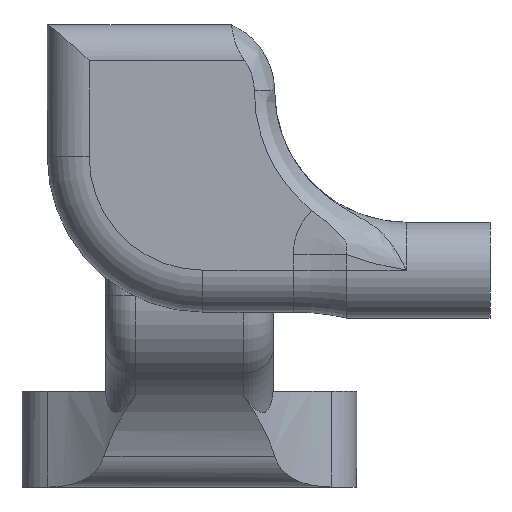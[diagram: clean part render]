
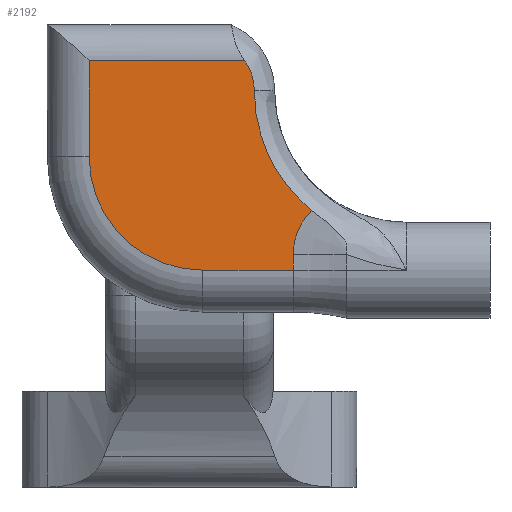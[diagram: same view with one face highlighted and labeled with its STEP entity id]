
A CAD part, left-side view. The second image highlights one B-rep face of the part: STEP entity #2192.
In plain terms, the highlighted planar face has unit normal (-1, 0, 0).
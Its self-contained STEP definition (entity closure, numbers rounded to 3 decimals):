
#110=B_SPLINE_CURVE_WITH_KNOTS('',3,(#4367,#4368,#4369,#4370,#4371),
 .UNSPECIFIED.,.F.,.F.,(4,1,4),(-0.206,-0.104,0.),
 .UNSPECIFIED.);
#111=B_SPLINE_CURVE_WITH_KNOTS('',3,(#4373,#4374,#4375,#4376,#4377,#4378,
#4379,#4380),.UNSPECIFIED.,.F.,.F.,(4,2,2,4),(-0.973,-0.673,
-0.373,-0.233),.UNSPECIFIED.);
#188=PLANE('',#2423);
#285=FACE_OUTER_BOUND('',#428,.T.);
#428=EDGE_LOOP('',(#1807,#1808,#1809,#1810,#1811,#1812,#1813,#1814,#1815));
#542=LINE('',#4341,#642);
#544=LINE('',#4363,#644);
#545=LINE('',#4365,#645);
#546=LINE('',#4382,#646);
#547=LINE('',#4385,#647);
#642=VECTOR('',#2890,10.);
#644=VECTOR('',#2898,10.);
#645=VECTOR('',#2899,10.);
#646=VECTOR('',#2900,10.);
#647=VECTOR('',#2903,10.);
#780=CIRCLE('',#2424,4.75);
#781=CIRCLE('',#2425,2.151);
#968=VERTEX_POINT('',#4324);
#971=VERTEX_POINT('',#4339);
#973=VERTEX_POINT('',#4360);
#974=VERTEX_POINT('',#4362);
#975=VERTEX_POINT('',#4364);
#976=VERTEX_POINT('',#4366);
#977=VERTEX_POINT('',#4372);
#978=VERTEX_POINT('',#4381);
#979=VERTEX_POINT('',#4383);
#1258=EDGE_CURVE('',#968,#971,#542,.T.);
#1261=EDGE_CURVE('',#973,#971,#780,.T.);
#1262=EDGE_CURVE('',#973,#974,#544,.T.);
#1263=EDGE_CURVE('',#975,#974,#545,.T.);
#1264=EDGE_CURVE('',#976,#975,#110,.T.);
#1265=EDGE_CURVE('',#977,#976,#111,.T.);
#1266=EDGE_CURVE('',#978,#977,#546,.T.);
#1267=EDGE_CURVE('',#979,#978,#781,.T.);
#1268=EDGE_CURVE('',#968,#979,#547,.T.);
#1807=ORIENTED_EDGE('',*,*,#1258,.T.);
#1808=ORIENTED_EDGE('',*,*,#1261,.F.);
#1809=ORIENTED_EDGE('',*,*,#1262,.T.);
#1810=ORIENTED_EDGE('',*,*,#1263,.F.);
#1811=ORIENTED_EDGE('',*,*,#1264,.F.);
#1812=ORIENTED_EDGE('',*,*,#1265,.F.);
#1813=ORIENTED_EDGE('',*,*,#1266,.F.);
#1814=ORIENTED_EDGE('',*,*,#1267,.F.);
#1815=ORIENTED_EDGE('',*,*,#1268,.F.);
#2192=ADVANCED_FACE('',(#285),#188,.F.);
#2423=AXIS2_PLACEMENT_3D('',#4359,#2894,#2895);
#2424=AXIS2_PLACEMENT_3D('',#4361,#2896,#2897);
#2425=AXIS2_PLACEMENT_3D('',#4384,#2901,#2902);
#2890=DIRECTION('',(0.,0.,-1.));
#2894=DIRECTION('center_axis',(1.,0.,0.));
#2895=DIRECTION('ref_axis',(0.,0.,1.));
#2896=DIRECTION('center_axis',(1.,0.,0.));
#2897=DIRECTION('ref_axis',(0.,0.,
-1.));
#2898=DIRECTION('',(0.,-1.,0.));
#2899=DIRECTION('',(0.,0.,-1.));
#2900=DIRECTION('',(0.,0.,-1.));
#2901=DIRECTION('center_axis',(1.,0.,0.));
#2902=DIRECTION('ref_axis',(0.,0.,1.));
#2903=DIRECTION('',(0.,-1.,0.));
#4324=CARTESIAN_POINT('',(-10.875,29.187,15.424));
#4339=CARTESIAN_POINT('',(-10.875,29.187,11.424));
#4341=CARTESIAN_POINT('',(-10.875,29.187,11.424));
#4359=CARTESIAN_POINT('Origin',(-10.875,24.437,6.674));
#4360=CARTESIAN_POINT('',(-10.875,24.437,6.674));
#4361=CARTESIAN_POINT('Origin',(-10.875,24.437,11.424));
#4362=CARTESIAN_POINT('',(-10.875,20.659,6.674));
#4363=CARTESIAN_POINT('',(-10.875,24.437,6.674));
#4364=CARTESIAN_POINT('',(-10.875,20.659,7.323));
#4365=CARTESIAN_POINT('',(-10.875,20.659,12.549));
#4366=CARTESIAN_POINT('',(-10.875,19.879,9.18));
#4367=CARTESIAN_POINT('Ctrl Pts',(-10.875,19.878,9.18));
#4368=CARTESIAN_POINT('Ctrl Pts',(-10.875,20.127,8.947));
#4369=CARTESIAN_POINT('Ctrl Pts',(-10.875,20.525,8.363));
#4370=CARTESIAN_POINT('Ctrl Pts',(-10.875,20.659,7.67));
#4371=CARTESIAN_POINT('Ctrl Pts',(-10.875,20.659,7.323));
#4372=CARTESIAN_POINT('',(-10.875,22.286,14.17));
#4373=CARTESIAN_POINT('Ctrl Pts',(-10.875,22.286,14.17));
#4374=CARTESIAN_POINT('Ctrl Pts',(-10.875,22.286,13.405));
#4375=CARTESIAN_POINT('Ctrl Pts',(-10.875,22.147,12.646));
#4376=CARTESIAN_POINT('Ctrl Pts',(-10.875,21.608,11.213));
#4377=CARTESIAN_POINT('Ctrl Pts',(-10.875,21.212,10.551));
#4378=CARTESIAN_POINT('Ctrl Pts',(-10.875,20.473,9.705));
#4379=CARTESIAN_POINT('Ctrl Pts',(-10.875,20.198,9.436));
#4380=CARTESIAN_POINT('Ctrl Pts',(-10.875,19.879,9.18));
#4381=CARTESIAN_POINT('',(-10.875,22.286,14.174));
#4382=CARTESIAN_POINT('',(-10.875,22.286,11.799));
#4383=CARTESIAN_POINT('',(-10.875,22.686,15.424));
#4384=CARTESIAN_POINT('Origin',(-10.875,24.437,14.174));
#4385=CARTESIAN_POINT('',(-10.875,24.437,15.424));
